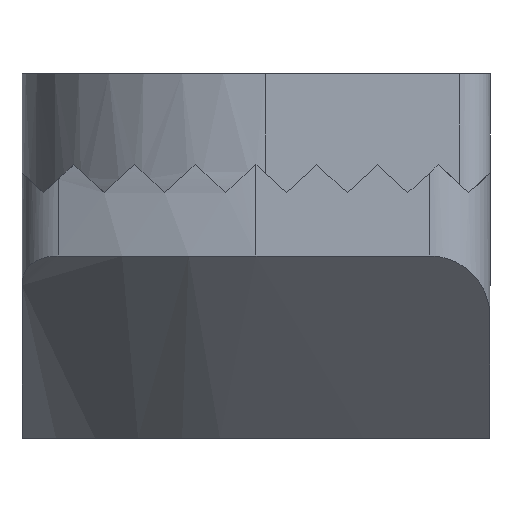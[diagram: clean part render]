
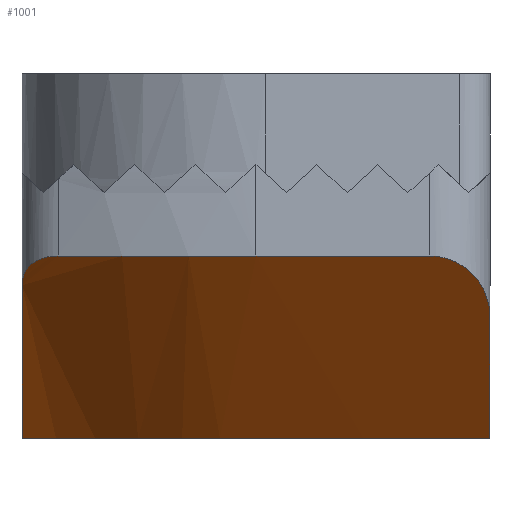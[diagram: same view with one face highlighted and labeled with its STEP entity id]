
A CAD part, left-side view. The second image highlights one B-rep face of the part: STEP entity #1001.
In plain terms, the highlighted free-form (B-spline) face has degree [3, 1] with [8, 2] control points.
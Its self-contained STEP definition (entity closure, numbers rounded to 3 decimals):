
#23=B_SPLINE_SURFACE_WITH_KNOTS('',3,1,((#1690,#1691),(#1692,#1693),(#1694,
#1695),(#1696,#1697),(#1698,#1699),(#1700,#1701),(#1702,#1703),(#1704,#1705)),
 .UNSPECIFIED.,.F.,.F.,.F.,(4,2,2,4),(2,2),(0.016,0.262,
0.524,0.988),(0.,1.),.UNSPECIFIED.);
#25=B_SPLINE_CURVE_WITH_KNOTS('',3,(#1489,#1490,#1491,#1492,#1493,#1494,
#1495,#1496,#1497,#1498,#1499,#1500,#1501,#1502,#1503,#1504),
 .UNSPECIFIED.,.F.,.F.,(4,2,2,2,2,2,2,4),(-0.218,-0.11,
-0.055,-0.028,-0.014,-0.008,
-0.004,0.),.UNSPECIFIED.);
#27=B_SPLINE_CURVE_WITH_KNOTS('',3,(#1707,#1708,#1709,#1710,#1711,#1712,
#1713,#1714,#1715,#1716,#1717,#1718),.UNSPECIFIED.,.F.,.F.,(4,2,2,2,2,4),
(-0.123,-0.109,-0.064,-0.036,
-0.017,0.),.UNSPECIFIED.);
#28=B_SPLINE_CURVE_WITH_KNOTS('',3,(#1720,#1721,#1722,#1723,#1724,#1725),
 .UNSPECIFIED.,.F.,.F.,(4,2,4),(0.,0.203,0.407),
 .UNSPECIFIED.);
#29=B_SPLINE_CURVE_WITH_KNOTS('',3,(#1727,#1728,#1729,#1730,#1731,#1732,
#1733,#1734,#1735,#1736),.UNSPECIFIED.,.F.,.F.,(4,2,2,2,4),(-0.535,
-0.497,-0.459,-0.377,0.),
 .UNSPECIFIED.);
#30=B_SPLINE_CURVE_WITH_KNOTS('',3,(#1739,#1740,#1741,#1742,#1743,#1744,
#1745,#1746,#1747,#1748,#1749,#1750,#1751,#1752),.UNSPECIFIED.,.F.,.F.,
(4,2,2,2,2,2,4),(-0.202,-0.189,-0.174,
-0.142,-0.095,-0.046,0.),
 .UNSPECIFIED.);
#76=FACE_OUTER_BOUND('',#129,.T.);
#129=EDGE_LOOP('',(#779,#780,#781,#782,#783,#784,#785));
#164=LINE('',#1520,#253);
#217=LINE('',#1738,#306);
#253=VECTOR('',#1204,1000.);
#306=VECTOR('',#1355,10.);
#394=VERTEX_POINT('',#1486);
#395=VERTEX_POINT('',#1488);
#402=VERTEX_POINT('',#1519);
#455=VERTEX_POINT('',#1706);
#456=VERTEX_POINT('',#1719);
#457=VERTEX_POINT('',#1726);
#458=VERTEX_POINT('',#1737);
#496=EDGE_CURVE('',#394,#395,#25,.T.);
#504=EDGE_CURVE('',#395,#402,#164,.T.);
#583=EDGE_CURVE('',#455,#394,#27,.T.);
#584=EDGE_CURVE('',#456,#455,#28,.T.);
#585=EDGE_CURVE('',#456,#457,#29,.T.);
#586=EDGE_CURVE('',#458,#457,#217,.T.);
#587=EDGE_CURVE('',#402,#458,#30,.T.);
#779=ORIENTED_EDGE('',*,*,#583,.F.);
#780=ORIENTED_EDGE('',*,*,#584,.F.);
#781=ORIENTED_EDGE('',*,*,#585,.T.);
#782=ORIENTED_EDGE('',*,*,#586,.F.);
#783=ORIENTED_EDGE('',*,*,#587,.F.);
#784=ORIENTED_EDGE('',*,*,#504,.F.);
#785=ORIENTED_EDGE('',*,*,#496,.F.);
#1001=ADVANCED_FACE('',(#76),#23,.T.);
#1204=DIRECTION('',(0.,-1.,0.));
#1355=DIRECTION('',(0.707,0.,-0.707));
#1486=CARTESIAN_POINT('',(-7.307,3.257,-1.5));
#1488=CARTESIAN_POINT('',(-8.,0.,-1.5));
#1489=CARTESIAN_POINT('Ctrl Pts',(-7.307,3.257,-1.5));
#1490=CARTESIAN_POINT('Ctrl Pts',(-7.535,2.746,-1.5));
#1491=CARTESIAN_POINT('Ctrl Pts',(-7.708,2.212,-1.5));
#1492=CARTESIAN_POINT('Ctrl Pts',(-7.883,1.393,-1.5));
#1493=CARTESIAN_POINT('Ctrl Pts',(-7.926,1.119,-1.5));
#1494=CARTESIAN_POINT('Ctrl Pts',(-7.97,0.704,-1.5));
#1495=CARTESIAN_POINT('Ctrl Pts',(-7.981,0.564,-1.5));
#1496=CARTESIAN_POINT('Ctrl Pts',(-7.992,0.353,-1.5));
#1497=CARTESIAN_POINT('Ctrl Pts',(-7.995,0.283,-1.5));
#1498=CARTESIAN_POINT('Ctrl Pts',(-7.998,0.177,-1.5));
#1499=CARTESIAN_POINT('Ctrl Pts',(-7.999,0.142,-1.5));
#1500=CARTESIAN_POINT('Ctrl Pts',(-8.,0.089,
-1.5));
#1501=CARTESIAN_POINT('Ctrl Pts',(-8.,0.071,-1.5));
#1502=CARTESIAN_POINT('Ctrl Pts',(-8.,0.032,
-1.5));
#1503=CARTESIAN_POINT('Ctrl Pts',(-8.,0.014,-1.5));
#1504=CARTESIAN_POINT('Ctrl Pts',(-8.,0.,-1.5));
#1519=CARTESIAN_POINT('',(-8.,-2.85,-1.5));
#1520=CARTESIAN_POINT('',(-8.,0.,-1.5));
#1690=CARTESIAN_POINT('Ctrl Pts',(-3.115,3.911,-4.5));
#1691=CARTESIAN_POINT('Ctrl Pts',(-6.993,3.886,-1.5));
#1692=CARTESIAN_POINT('Ctrl Pts',(-3.682,3.459,-4.5));
#1693=CARTESIAN_POINT('Ctrl Pts',(-7.31,3.315,-1.5));
#1694=CARTESIAN_POINT('Ctrl Pts',(-4.155,2.876,-4.5));
#1695=CARTESIAN_POINT('Ctrl Pts',(-7.555,2.711,-1.5));
#1696=CARTESIAN_POINT('Ctrl Pts',(-4.824,1.527,-4.5));
#1697=CARTESIAN_POINT('Ctrl Pts',(-7.905,1.414,-1.5));
#1698=CARTESIAN_POINT('Ctrl Pts',(-5.,0.753,-4.5));
#1699=CARTESIAN_POINT('Ctrl Pts',(-8.,0.716,-1.5));
#1700=CARTESIAN_POINT('Ctrl Pts',(-5.,-1.333,-4.5));
#1701=CARTESIAN_POINT('Ctrl Pts',(-8.,-1.267,-1.5));
#1702=CARTESIAN_POINT('Ctrl Pts',(-5.,-2.601,-4.5));
#1703=CARTESIAN_POINT('Ctrl Pts',(-8.,-2.597,-1.5));
#1704=CARTESIAN_POINT('Ctrl Pts',(-5.,-3.899,-4.5));
#1705=CARTESIAN_POINT('Ctrl Pts',(-8.,-3.898,-1.5));
#1706=CARTESIAN_POINT('',(-6.394,3.85,-1.984));
#1707=CARTESIAN_POINT('Ctrl Pts',(-6.394,3.85,-1.984));
#1708=CARTESIAN_POINT('Ctrl Pts',(-6.435,3.85,-1.951));
#1709=CARTESIAN_POINT('Ctrl Pts',(-6.478,3.847,-1.919));
#1710=CARTESIAN_POINT('Ctrl Pts',(-6.657,3.824,-1.79));
#1711=CARTESIAN_POINT('Ctrl Pts',(-6.787,3.779,-1.709));
#1712=CARTESIAN_POINT('Ctrl Pts',(-6.976,3.667,-1.608));
#1713=CARTESIAN_POINT('Ctrl Pts',(-7.045,3.614,-1.575));
#1714=CARTESIAN_POINT('Ctrl Pts',(-7.151,3.506,-1.533));
#1715=CARTESIAN_POINT('Ctrl Pts',(-7.191,3.457,-1.52));
#1716=CARTESIAN_POINT('Ctrl Pts',(-7.257,3.357,-1.504));
#1717=CARTESIAN_POINT('Ctrl Pts',(-7.284,3.308,-1.5));
#1718=CARTESIAN_POINT('Ctrl Pts',(-7.307,3.257,-1.5));
#1719=CARTESIAN_POINT('',(-3.19,3.85,-4.5));
#1720=CARTESIAN_POINT('Ctrl Pts',(-3.19,3.85,-4.5));
#1721=CARTESIAN_POINT('Ctrl Pts',(-3.722,3.85,-4.08));
#1722=CARTESIAN_POINT('Ctrl Pts',(-4.257,3.85,-3.658));
#1723=CARTESIAN_POINT('Ctrl Pts',(-5.323,3.85,-2.821));
#1724=CARTESIAN_POINT('Ctrl Pts',(-5.86,3.85,-2.401));
#1725=CARTESIAN_POINT('Ctrl Pts',(-6.394,3.85,-1.984));
#1726=CARTESIAN_POINT('',(-5.,-3.85,-4.5));
#1727=CARTESIAN_POINT('Ctrl Pts',(-3.19,3.85,-4.5));
#1728=CARTESIAN_POINT('Ctrl Pts',(-3.517,3.578,-4.5));
#1729=CARTESIAN_POINT('Ctrl Pts',(-3.81,3.263,-4.5));
#1730=CARTESIAN_POINT('Ctrl Pts',(-4.308,2.573,-4.5));
#1731=CARTESIAN_POINT('Ctrl Pts',(-4.512,2.198,-4.5));
#1732=CARTESIAN_POINT('Ctrl Pts',(-5.,0.925,-4.5));
#1733=CARTESIAN_POINT('Ctrl Pts',(-5.,0.194,-4.5));
#1734=CARTESIAN_POINT('Ctrl Pts',(-5.,-1.338,-4.5));
#1735=CARTESIAN_POINT('Ctrl Pts',(-5.,-2.594,-4.5));
#1736=CARTESIAN_POINT('Ctrl Pts',(-5.,-3.85,-4.5));
#1737=CARTESIAN_POINT('',(-7.,-3.85,-2.5));
#1738=CARTESIAN_POINT('',(-7.,-3.85,-2.5));
#1739=CARTESIAN_POINT('Ctrl Pts',(-8.,-2.85,-1.5));
#1740=CARTESIAN_POINT('Ctrl Pts',(-8.,-2.888,-1.5));
#1741=CARTESIAN_POINT('Ctrl Pts',(-7.998,-2.925,-1.502));
#1742=CARTESIAN_POINT('Ctrl Pts',(-7.989,-3.006,-1.511));
#1743=CARTESIAN_POINT('Ctrl Pts',(-7.981,-3.049,-1.519));
#1744=CARTESIAN_POINT('Ctrl Pts',(-7.949,-3.178,-1.551));
#1745=CARTESIAN_POINT('Ctrl Pts',(-7.917,-3.259,-1.583));
#1746=CARTESIAN_POINT('Ctrl Pts',(-7.817,-3.439,-1.683));
#1747=CARTESIAN_POINT('Ctrl Pts',(-7.739,-3.535,-1.761));
#1748=CARTESIAN_POINT('Ctrl Pts',(-7.547,-3.697,-1.953));
#1749=CARTESIAN_POINT('Ctrl Pts',(-7.438,-3.757,-2.062));
#1750=CARTESIAN_POINT('Ctrl Pts',(-7.22,-3.832,-2.28));
#1751=CARTESIAN_POINT('Ctrl Pts',(-7.109,-3.85,-2.391));
#1752=CARTESIAN_POINT('Ctrl Pts',(-7.,-3.85,-2.5));
